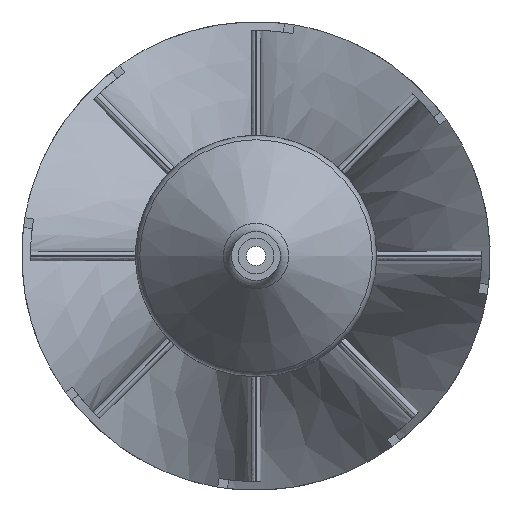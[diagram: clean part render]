
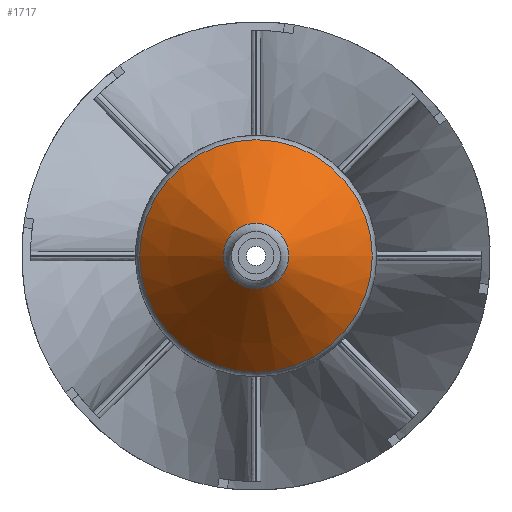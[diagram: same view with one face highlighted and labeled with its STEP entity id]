
A CAD part, left-side view. The second image highlights one B-rep face of the part: STEP entity #1717.
In plain terms, the highlighted conical face has half-angle 42 degrees and reference radius 30.038 mm.
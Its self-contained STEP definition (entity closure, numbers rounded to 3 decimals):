
#26=CONICAL_SURFACE('',#1860,30.038,0.733);
#370=CIRCLE('',#1858,48.216);
#371=CIRCLE('',#1859,48.216);
#372=CIRCLE('',#1861,13.593);
#373=CIRCLE('',#1862,13.593);
#450=FACE_OUTER_BOUND('',#543,.T.);
#543=EDGE_LOOP('',(#1460,#1461,#1462,#1463,#1464,#1465));
#607=LINE('',#5518,#646);
#646=VECTOR('',#2132,30.038);
#818=VERTEX_POINT('',#5511);
#819=VERTEX_POINT('',#5513);
#820=VERTEX_POINT('',#5517);
#821=VERTEX_POINT('',#5519);
#1065=EDGE_CURVE('',#818,#819,#370,.T.);
#1066=EDGE_CURVE('',#819,#818,#371,.T.);
#1067=EDGE_CURVE('',#819,#820,#607,.T.);
#1068=EDGE_CURVE('',#821,#820,#372,.T.);
#1069=EDGE_CURVE('',#820,#821,#373,.T.);
#1460=ORIENTED_EDGE('',*,*,#1066,.F.);
#1461=ORIENTED_EDGE('',*,*,#1067,.T.);
#1462=ORIENTED_EDGE('',*,*,#1068,.F.);
#1463=ORIENTED_EDGE('',*,*,#1069,.F.);
#1464=ORIENTED_EDGE('',*,*,#1067,.F.);
#1465=ORIENTED_EDGE('',*,*,#1065,.F.);
#1717=ADVANCED_FACE('',(#450),#26,.T.);
#1858=AXIS2_PLACEMENT_3D('',#5514,#2126,#2127);
#1859=AXIS2_PLACEMENT_3D('',#5515,#2128,#2129);
#1860=AXIS2_PLACEMENT_3D('',#5516,#2130,#2131);
#1861=AXIS2_PLACEMENT_3D('',#5520,#2133,#2134);
#1862=AXIS2_PLACEMENT_3D('',#5521,#2135,#2136);
#2126=DIRECTION('center_axis',(1.,0.,0.));
#2127=DIRECTION('ref_axis',(0.,-1.,0.));
#2128=DIRECTION('center_axis',(1.,0.,0.));
#2129=DIRECTION('ref_axis',(0.,-1.,0.));
#2130=DIRECTION('center_axis',(1.,0.,0.));
#2131=DIRECTION('ref_axis',(0.,1.,0.));
#2132=DIRECTION('',(-0.743,0.669,0.));
#2133=DIRECTION('center_axis',(-1.,0.,0.));
#2134=DIRECTION('ref_axis',(0.,-1.,0.));
#2135=DIRECTION('center_axis',(-1.,0.,0.));
#2136=DIRECTION('ref_axis',(0.,-1.,0.));
#5511=CARTESIAN_POINT('',(325.372,308.59,48.196));
#5513=CARTESIAN_POINT('',(325.372,260.374,-0.02));
#5514=CARTESIAN_POINT('Origin',(325.372,308.59,-0.02));
#5515=CARTESIAN_POINT('Origin',(325.372,308.59,-0.02));
#5516=CARTESIAN_POINT('Origin',(305.182,308.59,-0.02));
#5517=CARTESIAN_POINT('',(286.918,294.998,-0.02));
#5518=CARTESIAN_POINT('',(305.182,278.553,-0.02));
#5519=CARTESIAN_POINT('',(286.918,308.59,13.572));
#5520=CARTESIAN_POINT('Origin',(286.918,308.59,-0.02));
#5521=CARTESIAN_POINT('Origin',(286.918,308.59,-0.02));
